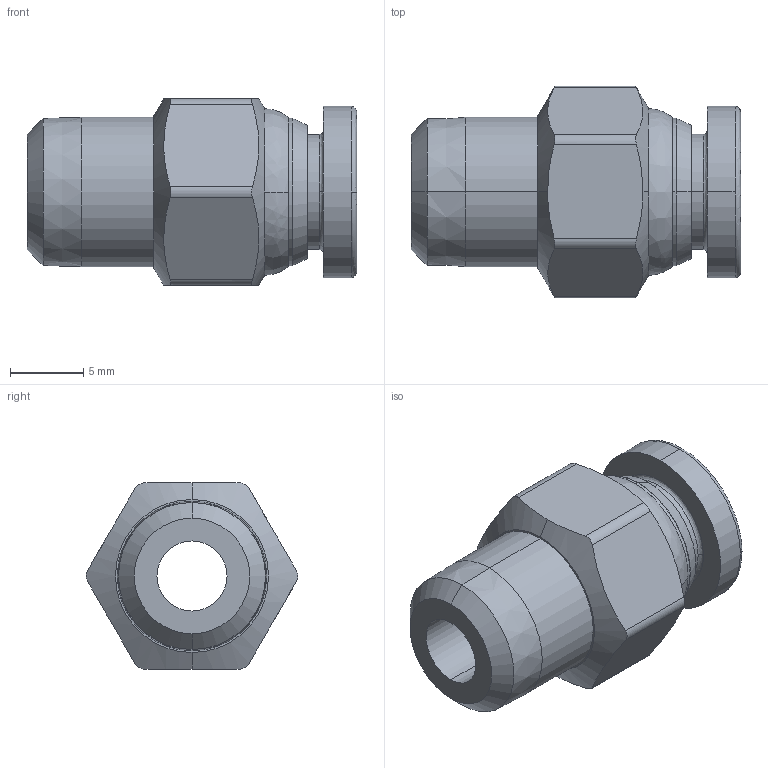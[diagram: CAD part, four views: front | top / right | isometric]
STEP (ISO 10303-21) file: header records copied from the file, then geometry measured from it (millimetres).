
FILE_DESCRIPTION (( 'STEP AP214' ), '1' );
FILE_NAME ('PrestolokMaleConnector.step', '2018-12-19T16:09:22', ( '' ), ( '' ), 'SwSTEP 2.0', 'SolidWorks 2018', '' );
FILE_SCHEMA (( 'AUTOMOTIVE_DESIGN' ));
Length unit declared in the file: inch
Products named in the file (1): PrestolokMaleConnector
Bounding box: 22.45 x 14.42 x 12.7 mm (x, y, z)
Volume: 1603.7 mm3; surface area: 1481.8 mm2
Topology: 1 solids, 1 shells, 53 faces, 140 edges, 92 vertices
Faces by surface type: cylinder 18, cone 14, plane 11, bspline 10
Entity records: 2125 total; most frequent: CARTESIAN_POINT 813, ORIENTED_EDGE 280, DIRECTION 258, EDGE_CURVE 140, AXIS2_PLACEMENT_3D 110, VERTEX_POINT 92, CIRCLE 66, EDGE_LOOP 58
